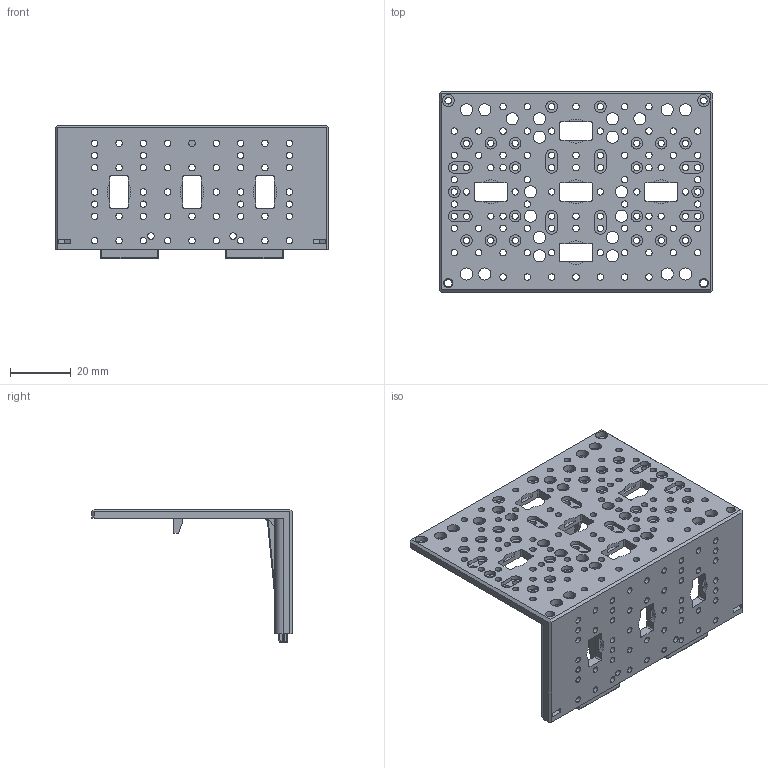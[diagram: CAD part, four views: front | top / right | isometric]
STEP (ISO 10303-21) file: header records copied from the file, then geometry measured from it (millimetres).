
FILE_DESCRIPTION((''),'2;1');
FILE_NAME('F51','2010-04-09T',('JANG WOOK'),(''),'PRO/ENGINEER BY PARAMETRIC TECHNOLOGY CORPORATION, 2009060','PRO/ENGINEER BY PARAMETRIC TECHNOLOGY CORPORATION, 2009060','');
FILE_SCHEMA(('CONFIG_CONTROL_DESIGN'));
Length unit declared in the file: millimetre
Products named in the file (1): F51
Bounding box: 90 x 66 x 44 mm (x, y, z)
Volume: 23883.5 mm3; surface area: 24392.9 mm2
Topology: 1 solids, 1 shells, 899 faces, 2407 edges, 1563 vertices
Faces by surface type: cylinder 617, plane 234, sphere 22, cone 15, torus 11
Entity records: 29392 total; most frequent: DIRECTION 5440, CARTESIAN_POINT 4937, ORIENTED_EDGE 4808, EDGE_CURVE 2404, AXIS2_PLACEMENT_3D 2150, VERTEX_POINT 1563, EDGE_LOOP 1351, CIRCLE 1251
